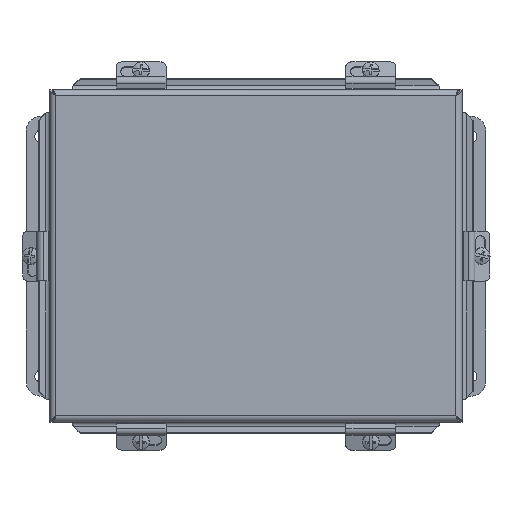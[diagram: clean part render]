
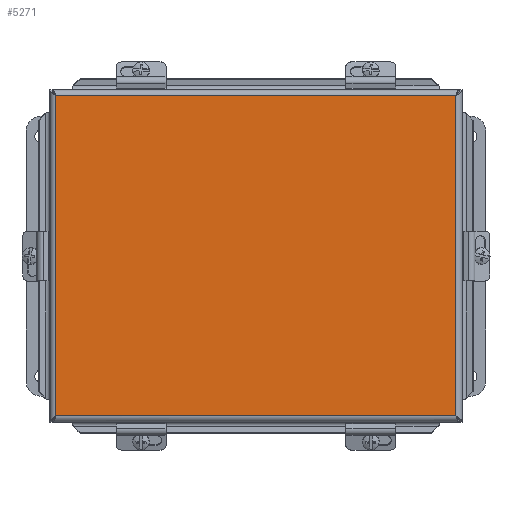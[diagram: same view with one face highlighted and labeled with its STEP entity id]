
A CAD part, top view. The second image highlights one B-rep face of the part: STEP entity #5271.
In plain terms, the highlighted face is planar.
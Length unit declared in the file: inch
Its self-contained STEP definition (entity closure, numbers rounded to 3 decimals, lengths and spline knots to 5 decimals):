
#667=PLANE('',#5848);
#900=LINE('',#8356,#1357);
#945=LINE('',#8638,#1402);
#1029=LINE('',#9034,#1486);
#1030=LINE('',#9036,#1487);
#1357=VECTOR('',#6608,0.3937);
#1402=VECTOR('',#6703,0.3937);
#1486=VECTOR('',#6937,0.3937);
#1487=VECTOR('',#6940,0.3937);
#1898=FACE_OUTER_BOUND('',#2223,.T.);
#2223=EDGE_LOOP('',(#4590,#4591,#4592,#4593));
#2673=VERTEX_POINT('',#8062);
#2710=VERTEX_POINT('',#8225);
#2738=VERTEX_POINT('',#8355);
#2758=VERTEX_POINT('',#8538);
#3243=EDGE_CURVE('',#2738,#2710,#900,.T.);
#3306=EDGE_CURVE('',#2673,#2758,#945,.T.);
#3418=EDGE_CURVE('',#2710,#2673,#1029,.T.);
#3419=EDGE_CURVE('',#2758,#2738,#1030,.T.);
#4590=ORIENTED_EDGE('',*,*,#3243,.T.);
#4591=ORIENTED_EDGE('',*,*,#3418,.T.);
#4592=ORIENTED_EDGE('',*,*,#3306,.T.);
#4593=ORIENTED_EDGE('',*,*,#3419,.T.);
#5271=ADVANCED_FACE('',(#1898),#667,.F.);
#5848=AXIS2_PLACEMENT_3D('',#9038,#6943,#6944);
#6608=DIRECTION('',(0.,-1.,0.));
#6703=DIRECTION('',(0.,1.,0.));
#6937=DIRECTION('',(-1.,0.,0.));
#6940=DIRECTION('',(1.,0.,0.));
#6943=DIRECTION('center_axis',(0.,0.,1.));
#6944=DIRECTION('ref_axis',(1.,0.,0.));
#8062=CARTESIAN_POINT('',(0.15275,0.15275,0.));
#8225=CARTESIAN_POINT('',(8.15975,0.15275,0.));
#8355=CARTESIAN_POINT('',(8.15975,10.15975,0.));
#8356=CARTESIAN_POINT('',(8.15975,7.658,0.));
#8538=CARTESIAN_POINT('',(0.15275,10.15975,0.));
#8638=CARTESIAN_POINT('',(0.15275,2.6545,0.));
#9034=CARTESIAN_POINT('',(6.158,0.15275,0.));
#9036=CARTESIAN_POINT('',(2.1545,10.15975,0.));
#9038=CARTESIAN_POINT('Origin',(4.15625,5.15625,0.));
